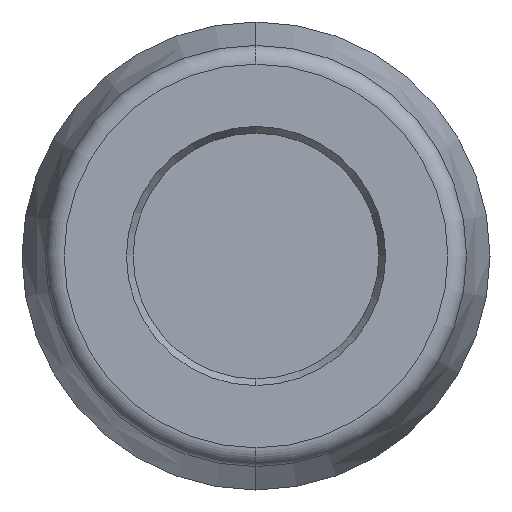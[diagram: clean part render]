
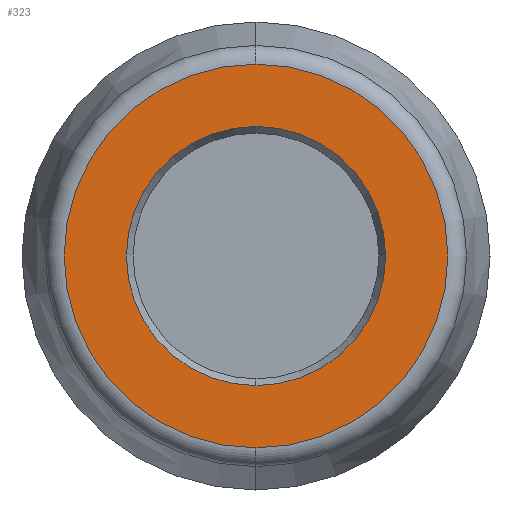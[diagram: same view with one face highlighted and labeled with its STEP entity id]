
A CAD part, left-side view. The second image highlights one B-rep face of the part: STEP entity #323.
In plain terms, the highlighted planar face has unit normal (-1, 0, 0).
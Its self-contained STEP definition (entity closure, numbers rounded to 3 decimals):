
#13 = PLANE ( 'NONE',  #51 ) ;
#14 = DIRECTION ( 'NONE',  ( -1., 0., 0. ) ) ;
#44 = CIRCLE ( 'NONE', #142, 8.2 ) ;
#46 = ORIENTED_EDGE ( 'NONE', *, *, #130, .T. ) ;
#51 = AXIS2_PLACEMENT_3D ( 'NONE', #125, #249, #364 ) ;
#60 = VERTEX_POINT ( 'NONE', #274 ) ;
#85 = CARTESIAN_POINT ( 'NONE',  ( 0., 0., -8.2 ) ) ;
#110 = EDGE_CURVE ( 'NONE', #255, #124, #44, .T. ) ;
#123 = CARTESIAN_POINT ( 'NONE',  ( 0., 0., 0. ) ) ;
#124 = VERTEX_POINT ( 'NONE', #85 ) ;
#125 = CARTESIAN_POINT ( 'NONE',  ( 0., 8.2, 0. ) ) ;
#130 = EDGE_CURVE ( 'NONE', #124, #255, #408, .T. ) ;
#142 = AXIS2_PLACEMENT_3D ( 'NONE', #239, #333, #327 ) ;
#166 = DIRECTION ( 'NONE',  ( 0., 0., 1. ) ) ;
#184 = ORIENTED_EDGE ( 'NONE', *, *, #270, .F. ) ;
#196 = DIRECTION ( 'NONE',  ( 0., 0., 1. ) ) ;
#206 = DIRECTION ( 'NONE',  ( 0., 0., 1. ) ) ;
#207 = EDGE_CURVE ( 'NONE', #362, #60, #254, .T. ) ;
#208 = ORIENTED_EDGE ( 'NONE', *, *, #207, .F. ) ;
#218 = EDGE_LOOP ( 'NONE', ( #208, #184 ) ) ;
#234 = FACE_OUTER_BOUND ( 'NONE', #313, .T. ) ;
#239 = CARTESIAN_POINT ( 'NONE',  ( 0., 0., 0. ) ) ;
#247 = CARTESIAN_POINT ( 'NONE',  ( 0., 0., 0. ) ) ;
#249 = DIRECTION ( 'NONE',  ( 1., 0., 0. ) ) ;
#254 = CIRCLE ( 'NONE', #343, 5.539 ) ;
#255 = VERTEX_POINT ( 'NONE', #489 ) ;
#260 = CARTESIAN_POINT ( 'NONE',  ( 0., 0., 0. ) ) ;
#263 = FACE_BOUND ( 'NONE', #218, .T. ) ;
#270 = EDGE_CURVE ( 'NONE', #60, #362, #375, .T. ) ;
#274 = CARTESIAN_POINT ( 'NONE',  ( 0., 0., -5.539 ) ) ;
#276 = AXIS2_PLACEMENT_3D ( 'NONE', #123, #447, #196 ) ;
#299 = CARTESIAN_POINT ( 'NONE',  ( 0., 0., 5.539 ) ) ;
#311 = ORIENTED_EDGE ( 'NONE', *, *, #110, .T. ) ;
#313 = EDGE_LOOP ( 'NONE', ( #311, #46 ) ) ;
#323 = ADVANCED_FACE ( 'NONE', ( #263, #234 ), #13, .F. ) ;
#327 = DIRECTION ( 'NONE',  ( 0., 0., 1. ) ) ;
#333 = DIRECTION ( 'NONE',  ( -1., 0., 0. ) ) ;
#343 = AXIS2_PLACEMENT_3D ( 'NONE', #247, #452, #206 ) ;
#362 = VERTEX_POINT ( 'NONE', #299 ) ;
#364 = DIRECTION ( 'NONE',  ( 0., 0., -1. ) ) ;
#375 = CIRCLE ( 'NONE', #387, 5.539 ) ;
#387 = AXIS2_PLACEMENT_3D ( 'NONE', #260, #14, #166 ) ;
#408 = CIRCLE ( 'NONE', #276, 8.2 ) ;
#447 = DIRECTION ( 'NONE',  ( -1., 0., 0. ) ) ;
#452 = DIRECTION ( 'NONE',  ( -1., 0., 0. ) ) ;
#489 = CARTESIAN_POINT ( 'NONE',  ( 0., 0., 8.2 ) ) ;
